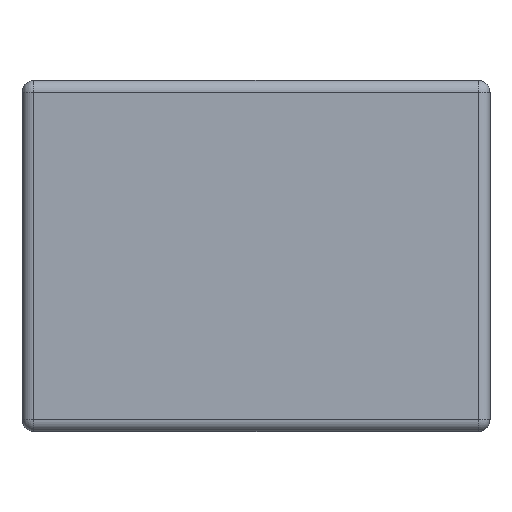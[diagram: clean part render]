
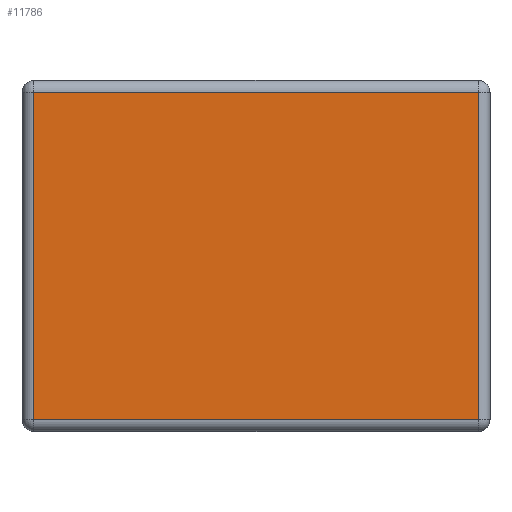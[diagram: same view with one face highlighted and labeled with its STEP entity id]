
A CAD part, left-side view. The second image highlights one B-rep face of the part: STEP entity #11786.
In plain terms, the highlighted planar face has unit normal (-1, 0, 0).
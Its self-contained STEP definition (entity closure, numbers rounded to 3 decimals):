
#50 = CARTESIAN_POINT ( 'NONE',  ( -1.6, 0.76, -0.56 ) ) ;
#334 = CARTESIAN_POINT ( 'NONE',  ( -1.6, -0.8, -0.56 ) ) ;
#519 = LINE ( 'NONE', #6784, #10756 ) ;
#947 = AXIS2_PLACEMENT_3D ( 'NONE', #14912, #12315, #3668 ) ;
#1607 = CARTESIAN_POINT ( 'NONE',  ( -1.6, -0.76, 0.56 ) ) ;
#1822 = FACE_OUTER_BOUND ( 'NONE', #1993, .T. ) ;
#1993 = EDGE_LOOP ( 'NONE', ( #2577, #3724, #11195, #15383 ) ) ;
#2577 = ORIENTED_EDGE ( 'NONE', *, *, #12955, .T. ) ;
#3528 = CARTESIAN_POINT ( 'NONE',  ( -1.6, -0.76, -0.56 ) ) ;
#3668 = DIRECTION ( 'NONE',  ( 0., 0., -1. ) ) ;
#3724 = ORIENTED_EDGE ( 'NONE', *, *, #10735, .T. ) ;
#4688 = EDGE_CURVE ( 'NONE', #12825, #16204, #14407, .T. ) ;
#5170 = VECTOR ( 'NONE', #9828, 1000. ) ;
#5432 = DIRECTION ( 'NONE',  ( 0., -1., 0. ) ) ;
#6627 = DIRECTION ( 'NONE',  ( 0., 1., 0. ) ) ;
#6784 = CARTESIAN_POINT ( 'NONE',  ( -1.6, 0.76, -0.6 ) ) ;
#8115 = PLANE ( 'NONE',  #947 ) ;
#8509 = LINE ( 'NONE', #12670, #5170 ) ;
#9188 = VECTOR ( 'NONE', #5432, 1000. ) ;
#9287 = LINE ( 'NONE', #15466, #13232 ) ;
#9828 = DIRECTION ( 'NONE',  ( 0., 0., 1. ) ) ;
#10671 = DIRECTION ( 'NONE',  ( 0., 0., -1. ) ) ;
#10735 = EDGE_CURVE ( 'NONE', #15735, #12825, #519, .T. ) ;
#10756 = VECTOR ( 'NONE', #10671, 1000. ) ;
#11195 = ORIENTED_EDGE ( 'NONE', *, *, #4688, .T. ) ;
#11786 = ADVANCED_FACE ( 'NONE', ( #1822 ), #8115, .T. ) ;
#12315 = DIRECTION ( 'NONE',  ( -1., 0., 0. ) ) ;
#12603 = VERTEX_POINT ( 'NONE', #1607 ) ;
#12670 = CARTESIAN_POINT ( 'NONE',  ( -1.6, -0.76, 0.6 ) ) ;
#12825 = VERTEX_POINT ( 'NONE', #50 ) ;
#12955 = EDGE_CURVE ( 'NONE', #12603, #15735, #9287, .T. ) ;
#13232 = VECTOR ( 'NONE', #6627, 1000. ) ;
#14217 = EDGE_CURVE ( 'NONE', #16204, #12603, #8509, .T. ) ;
#14407 = LINE ( 'NONE', #334, #9188 ) ;
#14912 = CARTESIAN_POINT ( 'NONE',  ( -1.6, 0., 0. ) ) ;
#15014 = CARTESIAN_POINT ( 'NONE',  ( -1.6, 0.76, 0.56 ) ) ;
#15383 = ORIENTED_EDGE ( 'NONE', *, *, #14217, .T. ) ;
#15466 = CARTESIAN_POINT ( 'NONE',  ( -1.6, 0.8, 0.56 ) ) ;
#15735 = VERTEX_POINT ( 'NONE', #15014 ) ;
#16204 = VERTEX_POINT ( 'NONE', #3528 ) ;
